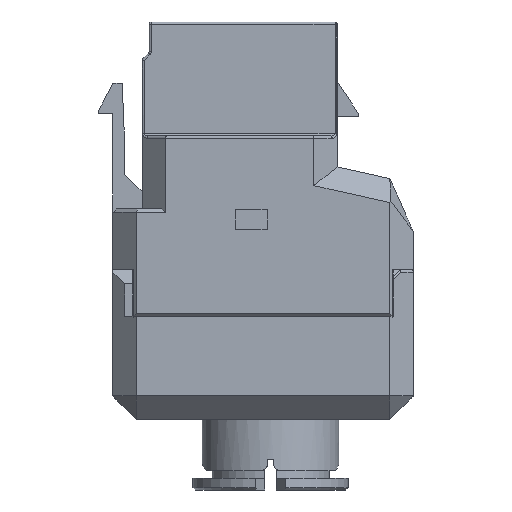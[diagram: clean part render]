
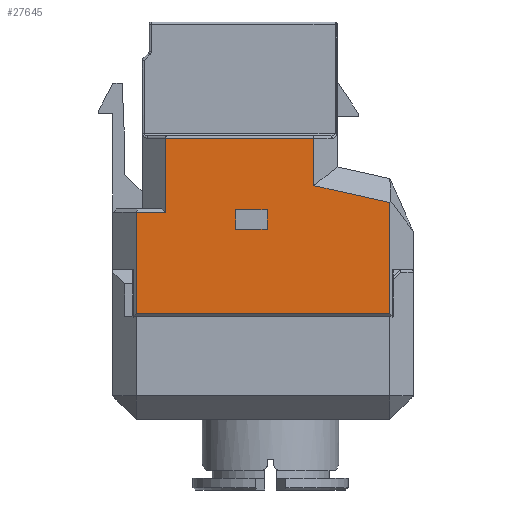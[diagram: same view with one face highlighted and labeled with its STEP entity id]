
A CAD part, left-side view. The second image highlights one B-rep face of the part: STEP entity #27645.
In plain terms, the highlighted planar face has unit normal (-1, 0, 0).
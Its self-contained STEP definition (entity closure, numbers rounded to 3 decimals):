
#634 = LINE ( 'NONE', #16254, #649 ) ;
#644 = LINE ( 'NONE', #16269, #647 ) ;
#646 = LINE ( 'NONE', #16259, #665 ) ;
#647 = VECTOR ( 'NONE', #16271, 1000. ) ;
#648 = LINE ( 'NONE', #16273, #651 ) ;
#649 = VECTOR ( 'NONE', #16272, 1000. ) ;
#650 = LINE ( 'NONE', #16275, #653 ) ;
#651 = VECTOR ( 'NONE', #16274, 1000. ) ;
#652 = LINE ( 'NONE', #16277, #655 ) ;
#653 = VECTOR ( 'NONE', #16276, 1000. ) ;
#654 = LINE ( 'NONE', #16279, #657 ) ;
#655 = VECTOR ( 'NONE', #16278, 1000. ) ;
#656 = LINE ( 'NONE', #16281, #659 ) ;
#657 = VECTOR ( 'NONE', #16280, 1000. ) ;
#658 = LINE ( 'NONE', #16283, #661 ) ;
#659 = VECTOR ( 'NONE', #16282, 1000. ) ;
#660 = LINE ( 'NONE', #16285, #663 ) ;
#661 = VECTOR ( 'NONE', #16284, 1000. ) ;
#663 = VECTOR ( 'NONE', #16287, 1000. ) ;
#664 = LINE ( 'NONE', #16289, #667 ) ;
#665 = VECTOR ( 'NONE', #16288, 1000. ) ;
#666 = LINE ( 'NONE', #16291, #669 ) ;
#667 = VECTOR ( 'NONE', #16290, 1000. ) ;
#669 = VECTOR ( 'NONE', #16292, 1000. ) ;
#3338 = CARTESIAN_POINT ( 'NONE',  ( -9.2, 10.85, 0.3 ) ) ;
#8318 = CARTESIAN_POINT ( 'NONE',  ( -9.2, 2.35, 7.5 ) ) ;
#9341 = CARTESIAN_POINT ( 'NONE',  ( -9.2, 10.85, 8.95 ) ) ;
#9436 = CARTESIAN_POINT ( 'NONE',  ( -9.2, -4.35, 11.246 ) ) ;
#9468 = CARTESIAN_POINT ( 'NONE',  ( -9.2, 8.35, 8.95 ) ) ;
#9486 = CARTESIAN_POINT ( 'NONE',  ( -9.2, 2.35, 9.2 ) ) ;
#9516 = CARTESIAN_POINT ( 'NONE',  ( -9.2, 8.35, 15.3 ) ) ;
#9529 = CARTESIAN_POINT ( 'NONE',  ( -9.2, -4.35, 15.3 ) ) ;
#9564 = CARTESIAN_POINT ( 'NONE',  ( -9.2, -0.35, 9.2 ) ) ;
#9677 = CARTESIAN_POINT ( 'NONE',  ( -9.2, -0.35, 7.5 ) ) ;
#9695 = CARTESIAN_POINT ( 'NONE',  ( -9.2, -10.85, 9.801 ) ) ;
#9721 = CARTESIAN_POINT ( 'NONE',  ( -9.2, -10.85, 0.3 ) ) ;
#16254 = CARTESIAN_POINT ( 'NONE',  ( -9.2, 0., 15.3 ) ) ;
#16259 = CARTESIAN_POINT ( 'NONE',  ( -9.2, 2.35, 7.5 ) ) ;
#16269 = CARTESIAN_POINT ( 'NONE',  ( -9.2, -4.35, 15.5 ) ) ;
#16271 = DIRECTION ( 'NONE',  ( 0., 0., 1. ) ) ;
#16272 = DIRECTION ( 'NONE',  ( 0., 1., 0. ) ) ;
#16273 = CARTESIAN_POINT ( 'NONE',  ( -9.2, 8.35, 9.25 ) ) ;
#16274 = DIRECTION ( 'NONE',  ( 0., 0., -1. ) ) ;
#16275 = CARTESIAN_POINT ( 'NONE',  ( -9.2, 10.85, 8.95 ) ) ;
#16276 = DIRECTION ( 'NONE',  ( 0., 1., 0. ) ) ;
#16277 = CARTESIAN_POINT ( 'NONE',  ( -9.2, 10.85, 4.05 ) ) ;
#16278 = DIRECTION ( 'NONE',  ( 0., 0., -1. ) ) ;
#16279 = CARTESIAN_POINT ( 'NONE',  ( -9.2, -10.85, 0.3 ) ) ;
#16280 = DIRECTION ( 'NONE',  ( 0., -1., 0. ) ) ;
#16281 = CARTESIAN_POINT ( 'NONE',  ( -9.2, -10.85, 7.35 ) ) ;
#16282 = DIRECTION ( 'NONE',  ( 0., 0., 1. ) ) ;
#16283 = CARTESIAN_POINT ( 'NONE',  ( -9.2, -5.916, 10.898 ) ) ;
#16284 = DIRECTION ( 'NONE',  ( 0., 0.976, 0.217 ) ) ;
#16285 = CARTESIAN_POINT ( 'NONE',  ( -9.2, -0.35, 9.2 ) ) ;
#16287 = DIRECTION ( 'NONE',  ( 0., 0., -1. ) ) ;
#16288 = DIRECTION ( 'NONE',  ( 0., 1., 0. ) ) ;
#16289 = CARTESIAN_POINT ( 'NONE',  ( -9.2, 2.35, 9.2 ) ) ;
#16290 = DIRECTION ( 'NONE',  ( 0., 0., 1. ) ) ;
#16291 = CARTESIAN_POINT ( 'NONE',  ( -9.2, 2.35, 9.2 ) ) ;
#16292 = DIRECTION ( 'NONE',  ( 0., -1., 0. ) ) ;
#17933 = CARTESIAN_POINT ( 'NONE',  ( -9.2, 0., 0. ) ) ;
#17938 = PLANE ( 'NONE',  #23089 ) ;
#17943 = DIRECTION ( 'NONE',  ( -1., 0., 0. ) ) ;
#17944 = DIRECTION ( 'NONE',  ( 0., 0., 1. ) ) ;
#23089 = AXIS2_PLACEMENT_3D ( 'NONE', #17933, #17943, #17944 ) ;
#24777 = VERTEX_POINT ( 'NONE', #9341 ) ;
#25077 = VERTEX_POINT ( 'NONE', #9436 ) ;
#25125 = VERTEX_POINT ( 'NONE', #9468 ) ;
#25153 = VERTEX_POINT ( 'NONE', #9486 ) ;
#25184 = VERTEX_POINT ( 'NONE', #9516 ) ;
#25197 = VERTEX_POINT ( 'NONE', #9529 ) ;
#26919 = VERTEX_POINT ( 'NONE', #9564 ) ;
#27032 = VERTEX_POINT ( 'NONE', #9677 ) ;
#27050 = VERTEX_POINT ( 'NONE', #9695 ) ;
#27076 = VERTEX_POINT ( 'NONE', #9721 ) ;
#27645 = ADVANCED_FACE ( 'NONE', ( #29383, #29387 ), #17938, .T. ) ;
#29383 = FACE_OUTER_BOUND ( 'NONE', #39175, .T. ) ;
#29387 = FACE_BOUND ( 'NONE', #39211, .T. ) ;
#39175 = EDGE_LOOP ( 'NONE', ( #40551, #40553, #40555, #40557, #40559, #40561, #40562, #40564 ) ) ;
#39211 = EDGE_LOOP ( 'NONE', ( #40565, #40566, #40568, #40569 ) ) ;
#40551 = ORIENTED_EDGE ( 'NONE', *, *, #42462, .T. ) ;
#40553 = ORIENTED_EDGE ( 'NONE', *, *, #42463, .T. ) ;
#40555 = ORIENTED_EDGE ( 'NONE', *, *, #42464, .T. ) ;
#40557 = ORIENTED_EDGE ( 'NONE', *, *, #42465, .T. ) ;
#40559 = ORIENTED_EDGE ( 'NONE', *, *, #42466, .T. ) ;
#40561 = ORIENTED_EDGE ( 'NONE', *, *, #42467, .T. ) ;
#40562 = ORIENTED_EDGE ( 'NONE', *, *, #42468, .T. ) ;
#40564 = ORIENTED_EDGE ( 'NONE', *, *, #42469, .T. ) ;
#40565 = ORIENTED_EDGE ( 'NONE', *, *, #42470, .T. ) ;
#40566 = ORIENTED_EDGE ( 'NONE', *, *, #42471, .T. ) ;
#40568 = ORIENTED_EDGE ( 'NONE', *, *, #42472, .T. ) ;
#40569 = ORIENTED_EDGE ( 'NONE', *, *, #42473, .T. ) ;
#41736 = VERTEX_POINT ( 'NONE', #8318 ) ;
#42462 = EDGE_CURVE ( 'NONE', #25077, #25197, #644, .T. ) ;
#42463 = EDGE_CURVE ( 'NONE', #25197, #25184, #634, .T. ) ;
#42464 = EDGE_CURVE ( 'NONE', #25184, #25125, #648, .T. ) ;
#42465 = EDGE_CURVE ( 'NONE', #25125, #24777, #650, .T. ) ;
#42466 = EDGE_CURVE ( 'NONE', #24777, #42949, #652, .T. ) ;
#42467 = EDGE_CURVE ( 'NONE', #42949, #27076, #654, .T. ) ;
#42468 = EDGE_CURVE ( 'NONE', #27076, #27050, #656, .T. ) ;
#42469 = EDGE_CURVE ( 'NONE', #27050, #25077, #658, .T. ) ;
#42470 = EDGE_CURVE ( 'NONE', #26919, #27032, #660, .T. ) ;
#42471 = EDGE_CURVE ( 'NONE', #27032, #41736, #646, .T. ) ;
#42472 = EDGE_CURVE ( 'NONE', #41736, #25153, #664, .T. ) ;
#42473 = EDGE_CURVE ( 'NONE', #25153, #26919, #666, .T. ) ;
#42949 = VERTEX_POINT ( 'NONE', #3338 ) ;
